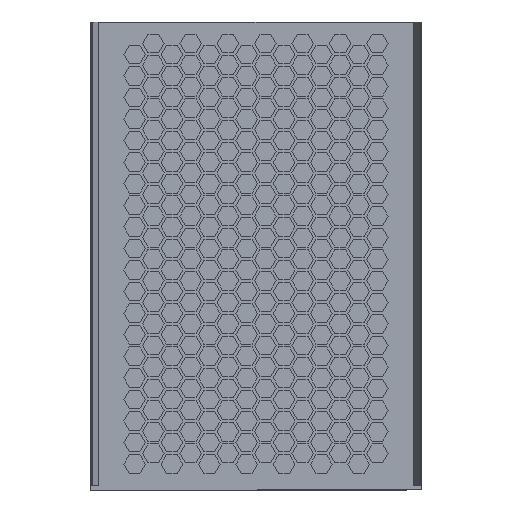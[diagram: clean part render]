
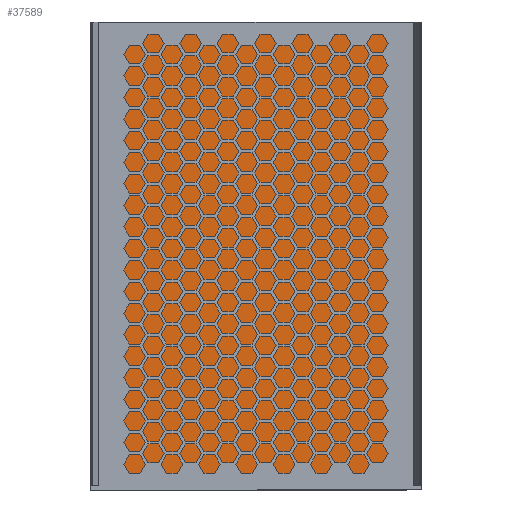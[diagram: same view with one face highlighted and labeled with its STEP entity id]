
A CAD part, front view. The second image highlights one B-rep face of the part: STEP entity #37589.
In plain terms, the highlighted planar face has unit normal (0, -1, 0).
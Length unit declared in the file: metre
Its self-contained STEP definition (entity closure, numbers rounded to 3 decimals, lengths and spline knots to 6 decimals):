
#10018=ORIENTED_EDGE('',*,*,#15561,.T.);
#10019=ORIENTED_EDGE('',*,*,#15602,.T.);
#10020=ORIENTED_EDGE('',*,*,#15603,.F.);
#10021=ORIENTED_EDGE('',*,*,#15559,.F.);
#15559=EDGE_CURVE('',#19165,#19164,#24255,.T.);
#15561=EDGE_CURVE('',#19165,#19166,#24257,.T.);
#15602=EDGE_CURVE('',#19166,#19201,#24289,.T.);
#15603=EDGE_CURVE('',#19164,#19201,#24290,.T.);
#19164=VERTEX_POINT('',#58335);
#19165=VERTEX_POINT('',#58337);
#19166=VERTEX_POINT('',#58341);
#19201=VERTEX_POINT('',#58426);
#24255=LINE('',#58338,#29449);
#24257=LINE('',#58343,#29451);
#24289=LINE('',#58425,#29483);
#24290=LINE('',#58427,#29484);
#29449=VECTOR('',#47805,1.);
#29451=VECTOR('',#47809,1.);
#29483=VECTOR('',#47867,1.);
#29484=VECTOR('',#47868,1.);
#31806=EDGE_LOOP('',(#10018,#10019,#10020,#10021));
#34114=FACE_BOUND('',#31806,.T.);
#35852=PLANE('',#39371);
#37589=ADVANCED_FACE('',(#34114),#35852,.T.);
#39371=AXIS2_PLACEMENT_3D('',#58424,#47865,#47866);
#47805=DIRECTION('',(0.,0.,-1.));
#47809=DIRECTION('',(-1.,0.,0.));
#47865=DIRECTION('',(0.,-1.,0.));
#47866=DIRECTION('',(-1.,0.,0.));
#47867=DIRECTION('',(0.,0.,-1.));
#47868=DIRECTION('',(-1.,0.,0.));
#58335=CARTESIAN_POINT('',(-0.033442,0.02715,0.002));
#58337=CARTESIAN_POINT('',(-0.033442,0.02715,0.217));
#58338=CARTESIAN_POINT('',(-0.033442,0.02715,0.16325));
#58341=CARTESIAN_POINT('',(-0.161765,0.02715,0.217));
#58343=CARTESIAN_POINT('',(-0.042493,0.02715,0.217));
#58424=CARTESIAN_POINT('',(-0.016485,0.02715,0.218));
#58425=CARTESIAN_POINT('',(-0.161765,0.02715,0.218));
#58426=CARTESIAN_POINT('',(-0.161765,0.02715,0.002));
#58427=CARTESIAN_POINT('',(-0.084957,0.02715,0.002));
